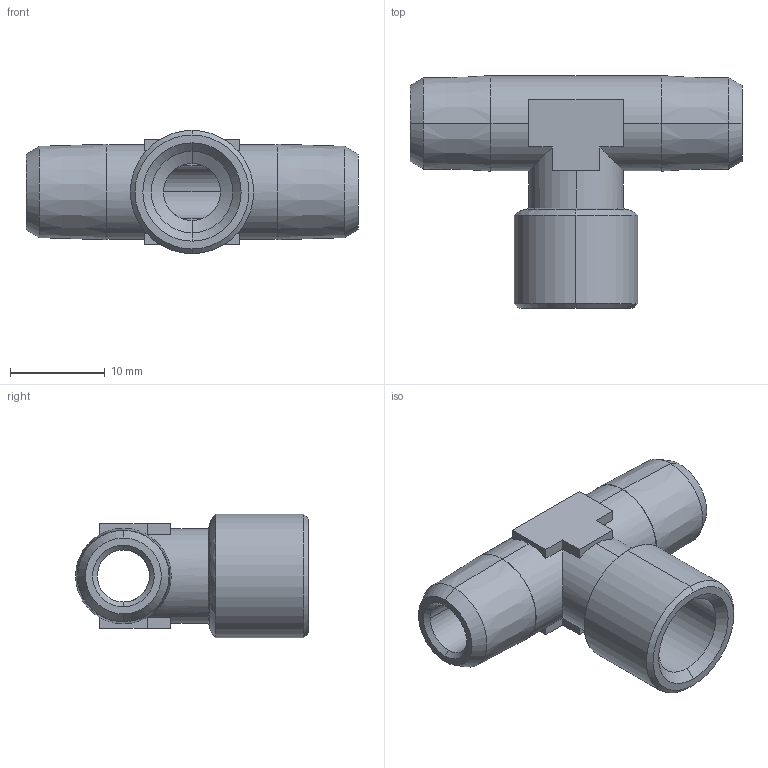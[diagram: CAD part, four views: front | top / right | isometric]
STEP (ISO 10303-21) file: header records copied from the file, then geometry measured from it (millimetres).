
FILE_DESCRIPTION (( 'STEP AP214' ), '1' );
FILE_NAME ('DRF.MFM01.STEP', '2018-09-03T10:18:41', ( '' ), ( '' ), 'SwSTEP 2.0', 'SolidWorks 2018', '' );
FILE_SCHEMA (( 'AUTOMOTIVE_DESIGN' ));
Length unit declared in the file: millimetre
Products named in the file (1): DRF.MFM01
Bounding box: 35 x 24.54 x 13 mm (x, y, z)
Volume: 2906.7 mm3; surface area: 2792.2 mm2
Topology: 1 solids, 1 shells, 62 faces, 157 edges, 96 vertices
Faces by surface type: cone 24, plane 23, cylinder 13, bspline 2
Entity records: 2215 total; most frequent: CARTESIAN_POINT 658, DIRECTION 337, ORIENTED_EDGE 314, EDGE_CURVE 157, AXIS2_PLACEMENT_3D 127, VERTEX_POINT 96, VECTOR 83, LINE 83
